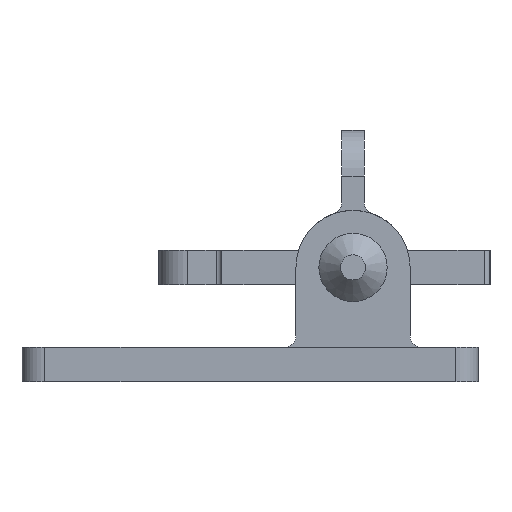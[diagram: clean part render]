
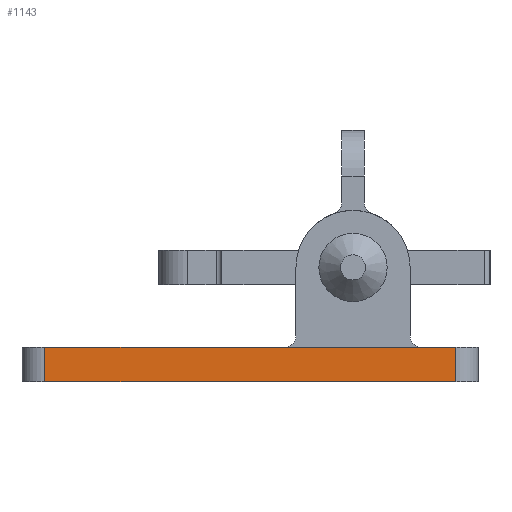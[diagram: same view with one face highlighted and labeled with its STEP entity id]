
A CAD part, left-side view. The second image highlights one B-rep face of the part: STEP entity #1143.
In plain terms, the highlighted planar face has unit normal (-1, 0, 0).
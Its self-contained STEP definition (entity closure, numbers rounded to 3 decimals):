
#44=PLANE('',#1260);
#114=FACE_OUTER_BOUND('',#181,.T.);
#181=EDGE_LOOP('',(#852,#853,#854,#855));
#260=LINE('',#1816,#343);
#261=LINE('',#1820,#344);
#262=LINE('',#1824,#345);
#263=LINE('',#1825,#346);
#343=VECTOR('',#1469,10.);
#344=VECTOR('',#1474,10.);
#345=VECTOR('',#1479,10.);
#346=VECTOR('',#1480,10.);
#526=VERTEX_POINT('',#1813);
#527=VERTEX_POINT('',#1815);
#528=VERTEX_POINT('',#1819);
#529=VERTEX_POINT('',#1823);
#649=EDGE_CURVE('',#526,#527,#260,.T.);
#651=EDGE_CURVE('',#527,#528,#261,.T.);
#653=EDGE_CURVE('',#529,#526,#262,.T.);
#654=EDGE_CURVE('',#529,#528,#263,.T.);
#852=ORIENTED_EDGE('',*,*,#651,.F.);
#853=ORIENTED_EDGE('',*,*,#649,.F.);
#854=ORIENTED_EDGE('',*,*,#653,.F.);
#855=ORIENTED_EDGE('',*,*,#654,.T.);
#1143=ADVANCED_FACE('',(#114),#44,.T.);
#1260=AXIS2_PLACEMENT_3D('',#1822,#1477,#1478);
#1469=DIRECTION('',(0.,-1.,0.));
#1474=DIRECTION('',(0.,0.,-1.));
#1477=DIRECTION('center_axis',(-1.,0.,0.));
#1478=DIRECTION('ref_axis',(0.,-1.,0.));
#1479=DIRECTION('',(0.,0.,1.));
#1480=DIRECTION('',(0.,-1.,0.));
#1813=CARTESIAN_POINT('',(-63.5,57.15,9.525));
#1815=CARTESIAN_POINT('',(-63.5,-57.15,9.525));
#1816=CARTESIAN_POINT('',(-63.5,63.5,9.525));
#1819=CARTESIAN_POINT('',(-63.5,-57.15,0.));
#1820=CARTESIAN_POINT('',(-63.5,-57.15,0.));
#1822=CARTESIAN_POINT('Origin',(-63.5,63.5,0.));
#1823=CARTESIAN_POINT('',(-63.5,57.15,0.));
#1824=CARTESIAN_POINT('',(-63.5,57.15,0.));
#1825=CARTESIAN_POINT('',(-63.5,63.5,0.));
